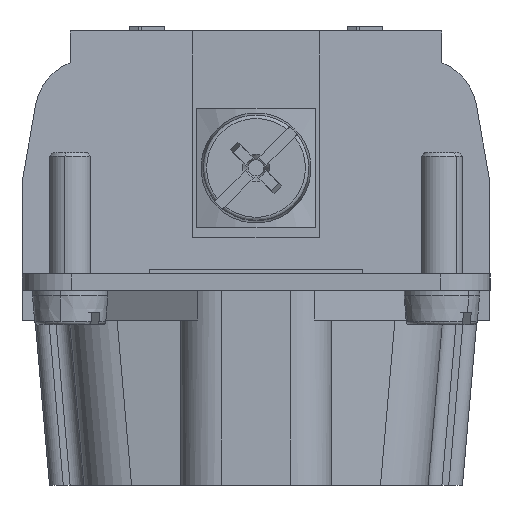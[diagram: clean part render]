
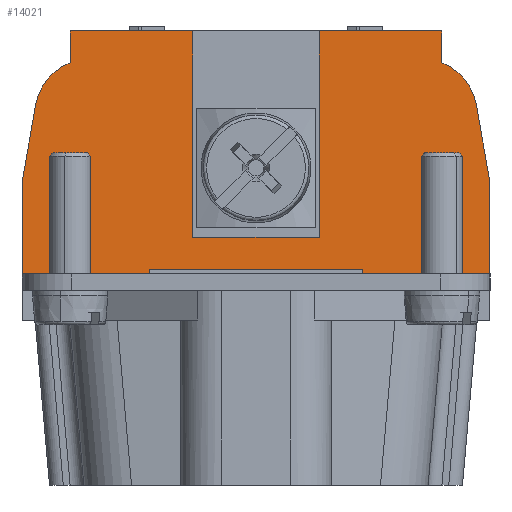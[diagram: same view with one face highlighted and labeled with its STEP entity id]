
A CAD part, left-side view. The second image highlights one B-rep face of the part: STEP entity #14021.
In plain terms, the highlighted planar face has unit normal (-0.999, 0, 0.035).
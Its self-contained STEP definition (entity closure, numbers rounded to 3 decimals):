
#9677=ELLIPSE('',#47833,4.002,4.);
#9679=ELLIPSE('',#47837,4.002,4.);
#10188=FACE_BOUND('',#19856,.T.);
#10189=FACE_BOUND('',#19857,.T.);
#10190=FACE_BOUND('',#19858,.T.);
#14021=ADVANCED_FACE('',(#10188,#10189,#10190),#15573,.F.);
#15573=PLANE('',#49870);
#19856=EDGE_LOOP('',(#36571,#36572));
#19857=EDGE_LOOP('',(#36573,#36574));
#19858=EDGE_LOOP('',(#36575,#36576,#36577,#36578,#36579,#36580,#36581,#36582,
#36583,#36584,#36585,#36586,#36587,#36588,#36589,#36590,#36591,#36592));
#20183=LINE('',#59588,#23439);
#20194=LINE('',#59610,#23450);
#20218=LINE('',#59690,#23474);
#20225=LINE('',#59704,#23481);
#23076=LINE('',#78991,#26665);
#23080=LINE('',#78999,#26669);
#23096=LINE('',#79037,#26685);
#23097=LINE('',#79040,#26686);
#23098=LINE('',#79043,#26687);
#23099=LINE('',#79045,#26688);
#23100=LINE('',#79046,#26689);
#23101=LINE('',#79048,#26690);
#23102=LINE('',#79050,#26691);
#23103=LINE('',#79051,#26692);
#23104=LINE('',#79052,#26693);
#23105=LINE('',#79054,#26694);
#23106=LINE('',#79056,#26695);
#23107=LINE('',#79058,#26696);
#23439=VECTOR('',#50323,1.);
#23450=VECTOR('',#50336,1.);
#23474=VECTOR('',#50396,1.);
#23481=VECTOR('',#50405,1.);
#26665=VECTOR('',#57785,1.);
#26669=VECTOR('',#57789,1.);
#26685=VECTOR('',#57829,1.);
#26686=VECTOR('',#57830,1.);
#26687=VECTOR('',#57831,1.);
#26688=VECTOR('',#57832,1.);
#26689=VECTOR('',#57833,1.);
#26690=VECTOR('',#57834,1.);
#26691=VECTOR('',#57835,1.);
#26692=VECTOR('',#57836,1.);
#26693=VECTOR('',#57837,1.);
#26694=VECTOR('',#57838,1.);
#26695=VECTOR('',#57839,1.);
#26696=VECTOR('',#57840,1.);
#36571=ORIENTED_EDGE('',*,*,#46514,.T.);
#36572=ORIENTED_EDGE('',*,*,#46514,.F.);
#36573=ORIENTED_EDGE('',*,*,#46515,.F.);
#36574=ORIENTED_EDGE('',*,*,#46515,.T.);
#36575=ORIENTED_EDGE('',*,*,#46516,.F.);
#36576=ORIENTED_EDGE('',*,*,#41837,.F.);
#36577=ORIENTED_EDGE('',*,*,#41830,.F.);
#36578=ORIENTED_EDGE('',*,*,#41994,.T.);
#36579=ORIENTED_EDGE('',*,*,#46517,.T.);
#36580=ORIENTED_EDGE('',*,*,#46495,.T.);
#36581=ORIENTED_EDGE('',*,*,#46518,.F.);
#36582=ORIENTED_EDGE('',*,*,#46519,.F.);
#36583=ORIENTED_EDGE('',*,*,#46520,.F.);
#36584=ORIENTED_EDGE('',*,*,#46491,.T.);
#36585=ORIENTED_EDGE('',*,*,#46521,.F.);
#36586=ORIENTED_EDGE('',*,*,#41998,.T.);
#36587=ORIENTED_EDGE('',*,*,#41779,.F.);
#36588=ORIENTED_EDGE('',*,*,#41790,.T.);
#36589=ORIENTED_EDGE('',*,*,#46522,.F.);
#36590=ORIENTED_EDGE('',*,*,#46523,.T.);
#36591=ORIENTED_EDGE('',*,*,#46524,.F.);
#36592=ORIENTED_EDGE('',*,*,#46525,.F.);
#38097=VERTEX_POINT('',#59583);
#38099=VERTEX_POINT('',#59587);
#38109=VERTEX_POINT('',#59609);
#38145=VERTEX_POINT('',#59685);
#38147=VERTEX_POINT('',#59689);
#38154=VERTEX_POINT('',#59705);
#38303=VERTEX_POINT('',#60025);
#38306=VERTEX_POINT('',#60034);
#41249=VERTEX_POINT('',#78990);
#41250=VERTEX_POINT('',#78992);
#41253=VERTEX_POINT('',#78998);
#41254=VERTEX_POINT('',#79000);
#41264=VERTEX_POINT('',#79038);
#41265=VERTEX_POINT('',#79039);
#41266=VERTEX_POINT('',#79041);
#41267=VERTEX_POINT('',#79042);
#41268=VERTEX_POINT('',#79044);
#41269=VERTEX_POINT('',#79047);
#41270=VERTEX_POINT('',#79049);
#41271=VERTEX_POINT('',#79053);
#41272=VERTEX_POINT('',#79055);
#41273=VERTEX_POINT('',#79057);
#41779=EDGE_CURVE('',#38099,#38097,#20183,.T.);
#41790=EDGE_CURVE('',#38099,#38109,#20194,.T.);
#41830=EDGE_CURVE('',#38147,#38145,#20218,.T.);
#41837=EDGE_CURVE('',#38145,#38154,#20225,.T.);
#41994=EDGE_CURVE('',#38147,#38303,#9677,.T.);
#41998=EDGE_CURVE('',#38306,#38097,#9679,.T.);
#46491=EDGE_CURVE('',#41250,#41249,#23076,.T.);
#46495=EDGE_CURVE('',#41254,#41253,#23080,.T.);
#46514=EDGE_CURVE('',#41264,#41265,#23096,.T.);
#46515=EDGE_CURVE('',#41266,#41267,#23097,.T.);
#46516=EDGE_CURVE('',#38154,#41268,#23098,.T.);
#46517=EDGE_CURVE('',#38303,#41254,#23099,.T.);
#46518=EDGE_CURVE('',#41269,#41253,#23100,.T.);
#46519=EDGE_CURVE('',#41270,#41269,#23101,.T.);
#46520=EDGE_CURVE('',#41250,#41270,#23102,.T.);
#46521=EDGE_CURVE('',#38306,#41249,#23103,.T.);
#46522=EDGE_CURVE('',#41271,#38109,#23104,.T.);
#46523=EDGE_CURVE('',#41271,#41272,#23105,.T.);
#46524=EDGE_CURVE('',#41273,#41272,#23106,.T.);
#46525=EDGE_CURVE('',#41268,#41273,#23107,.T.);
#47833=AXIS2_PLACEMENT_3D('',#60026,#50634,#50635);
#47837=AXIS2_PLACEMENT_3D('',#60033,#50643,#50644);
#49870=AXIS2_PLACEMENT_3D('',#79059,#57841,#57842);
#50323=DIRECTION('',(0.034,-0.174,0.984));
#50336=DIRECTION('',(-0.035,0.,-0.999));
#50396=DIRECTION('',(-0.034,-0.174,-0.984));
#50405=DIRECTION('',(-0.035,0.,-0.999));
#50634=DIRECTION('',(-0.999,0.,0.035));
#50635=DIRECTION('',(0.035,0.,0.999));
#50643=DIRECTION('',(-0.999,0.,0.035));
#50644=DIRECTION('',(0.035,0.,0.999));
#57785=DIRECTION('',(0.,1.,0.));
#57789=DIRECTION('',(0.,1.,0.));
#57829=DIRECTION('',(0.035,0.,0.999));
#57830=DIRECTION('',(-0.035,0.,-0.999));
#57831=DIRECTION('',(0.,1.,0.));
#57832=DIRECTION('',(0.035,0.,0.999));
#57833=DIRECTION('',(0.035,0.,0.999));
#57834=DIRECTION('',(0.,-1.,0.));
#57835=DIRECTION('',(-0.035,0.,-0.999));
#57836=DIRECTION('',(0.035,0.,0.999));
#57837=DIRECTION('',(0.,1.,0.));
#57838=DIRECTION('',(0.035,0.,0.999));
#57839=DIRECTION('',(0.,1.,0.));
#57840=DIRECTION('',(0.035,0.,0.999));
#57841=DIRECTION('',(0.999,0.,-0.035));
#57842=DIRECTION('',(0.,1.,-0.001));
#59583=CARTESIAN_POINT('',(-77.324,61.553,-74.205));
#59587=CARTESIAN_POINT('',(-77.521,62.549,-79.85));
#59588=CARTESIAN_POINT('',(-77.514,62.514,-79.651));
#59609=CARTESIAN_POINT('',(-77.753,62.549,-86.5));
#59610=CARTESIAN_POINT('',(-77.808,62.549,-88.061));
#59685=CARTESIAN_POINT('',(-77.521,28.549,-79.85));
#59689=CARTESIAN_POINT('',(-77.324,29.544,-74.205));
#59690=CARTESIAN_POINT('',(-77.415,29.085,-76.81));
#59704=CARTESIAN_POINT('',(-77.808,28.549,-88.061));
#59705=CARTESIAN_POINT('',(-77.753,28.549,-86.5));
#60025=CARTESIAN_POINT('',(-77.218,32.049,-71.166));
#60026=CARTESIAN_POINT('',(-77.348,33.483,-74.9));
#60033=CARTESIAN_POINT('',(-77.348,57.614,-74.9));
#60034=CARTESIAN_POINT('',(-77.218,59.049,-71.166));
#78990=CARTESIAN_POINT('',(-77.137,59.049,-68.85));
#78991=CARTESIAN_POINT('',(-77.137,57.549,-68.85));
#78992=CARTESIAN_POINT('',(-77.137,50.149,-68.85));
#78998=CARTESIAN_POINT('',(-77.137,40.949,-68.85));
#78999=CARTESIAN_POINT('',(-77.137,57.549,-68.85));
#79000=CARTESIAN_POINT('',(-77.137,32.049,-68.85));
#79037=CARTESIAN_POINT('',(-77.167,36.498,-69.71));
#79038=CARTESIAN_POINT('',(-77.743,36.498,-86.2));
#79039=CARTESIAN_POINT('',(-77.167,36.498,-69.7));
#79040=CARTESIAN_POINT('',(-77.167,54.54,-69.71));
#79041=CARTESIAN_POINT('',(-77.167,54.54,-69.7));
#79042=CARTESIAN_POINT('',(-77.743,54.54,-86.2));
#79043=CARTESIAN_POINT('',(-77.753,57.409,-86.5));
#79044=CARTESIAN_POINT('',(-77.753,37.799,-86.5));
#79045=CARTESIAN_POINT('',(-77.477,32.049,-78.582));
#79046=CARTESIAN_POINT('',(-77.808,40.949,-88.061));
#79047=CARTESIAN_POINT('',(-77.661,40.949,-83.85));
#79048=CARTESIAN_POINT('',(-77.661,57.409,-83.85));
#79049=CARTESIAN_POINT('',(-77.661,50.149,-83.85));
#79050=CARTESIAN_POINT('',(-77.808,50.149,-88.061));
#79051=CARTESIAN_POINT('',(-77.477,59.049,-78.582));
#79052=CARTESIAN_POINT('',(-77.753,57.409,-86.5));
#79053=CARTESIAN_POINT('',(-77.753,53.299,-86.5));
#79054=CARTESIAN_POINT('',(-77.808,53.299,-88.061));
#79055=CARTESIAN_POINT('',(-77.743,53.299,-86.2));
#79056=CARTESIAN_POINT('',(-77.743,36.549,-86.2));
#79057=CARTESIAN_POINT('',(-77.743,37.799,-86.2));
#79058=CARTESIAN_POINT('',(-77.808,37.799,-88.061));
#79059=CARTESIAN_POINT('',(-77.808,57.409,-88.061));
